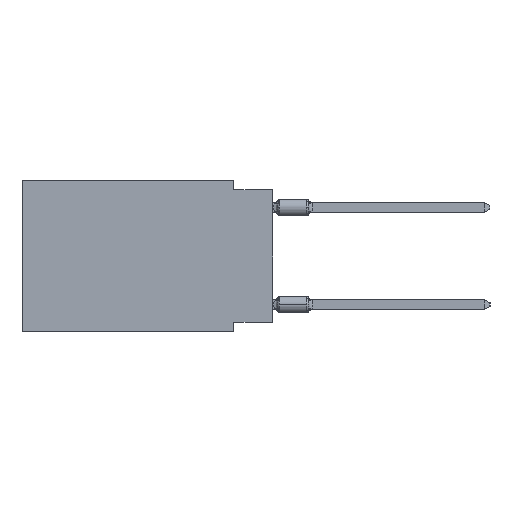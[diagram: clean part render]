
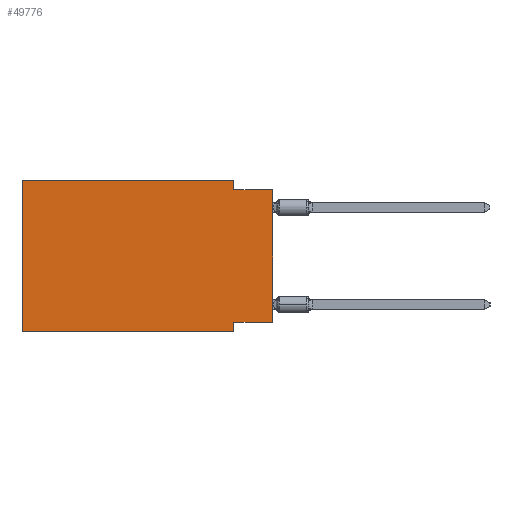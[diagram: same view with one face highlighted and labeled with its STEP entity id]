
A CAD part, left-side view. The second image highlights one B-rep face of the part: STEP entity #49776.
In plain terms, the highlighted planar face has unit normal (-1, 0, 0).
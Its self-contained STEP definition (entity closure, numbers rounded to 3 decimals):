
#1866 = PLANE ( 'NONE',  #40119 ) ;
#2141 = DIRECTION ( 'NONE',  ( 1., 0., 0. ) ) ;
#4475 = ORIENTED_EDGE ( 'NONE', *, *, #54264, .T. ) ;
#6856 = VERTEX_POINT ( 'NONE', #27800 ) ;
#6899 = ORIENTED_EDGE ( 'NONE', *, *, #27139, .F. ) ;
#7181 = CARTESIAN_POINT ( 'NONE',  ( 0., 0., -0.635 ) ) ;
#7191 = LINE ( 'NONE', #24159, #31281 ) ;
#7606 = LINE ( 'NONE', #45741, #48588 ) ;
#10166 = VERTEX_POINT ( 'NONE', #54323 ) ;
#10263 = DIRECTION ( 'NONE',  ( 0., -1., 0. ) ) ;
#10822 = VERTEX_POINT ( 'NONE', #52832 ) ;
#11941 = CARTESIAN_POINT ( 'NONE',  ( 0., 2.54, -9.271 ) ) ;
#12470 = CARTESIAN_POINT ( 'NONE',  ( 0., 0., 0. ) ) ;
#12584 = EDGE_CURVE ( 'NONE', #6856, #44269, #36856, .T. ) ;
#14188 = CARTESIAN_POINT ( 'NONE',  ( 0., 16.383, -9.906 ) ) ;
#14297 = ORIENTED_EDGE ( 'NONE', *, *, #29467, .F. ) ;
#15543 = EDGE_CURVE ( 'NONE', #52505, #33225, #37796, .T. ) ;
#16653 = CARTESIAN_POINT ( 'NONE',  ( 0., 2.54, -9.906 ) ) ;
#16740 = VECTOR ( 'NONE', #25157, 1000. ) ;
#16810 = EDGE_LOOP ( 'NONE', ( #32012, #14297, #27469, #49356, #6899, #4475, #38383, #44605 ) ) ;
#18599 = VERTEX_POINT ( 'NONE', #44764 ) ;
#18660 = EDGE_CURVE ( 'NONE', #10822, #6856, #39494, .T. ) ;
#18718 = VERTEX_POINT ( 'NONE', #7181 ) ;
#18900 = DIRECTION ( 'NONE',  ( 0., -1., 0. ) ) ;
#20534 = DIRECTION ( 'NONE',  ( 0., 0., 1. ) ) ;
#24158 = LINE ( 'NONE', #12470, #32630 ) ;
#24159 = CARTESIAN_POINT ( 'NONE',  ( 0., 0., -9.271 ) ) ;
#24231 = LINE ( 'NONE', #41219, #41427 ) ;
#24343 = VECTOR ( 'NONE', #18900, 1000. ) ;
#25157 = DIRECTION ( 'NONE',  ( 0., 0., -1. ) ) ;
#26970 = LINE ( 'NONE', #14188, #24343 ) ;
#27065 = VECTOR ( 'NONE', #38336, 1000. ) ;
#27139 = EDGE_CURVE ( 'NONE', #18599, #10822, #24231, .T. ) ;
#27469 = ORIENTED_EDGE ( 'NONE', *, *, #12584, .F. ) ;
#27800 = CARTESIAN_POINT ( 'NONE',  ( 0., 2.54, 0. ) ) ;
#28129 = DIRECTION ( 'NONE',  ( 0., 0., 1. ) ) ;
#29044 = CARTESIAN_POINT ( 'NONE',  ( 0., 2.54, 0. ) ) ;
#29467 = EDGE_CURVE ( 'NONE', #44269, #18718, #7606, .T. ) ;
#30163 = EDGE_CURVE ( 'NONE', #10166, #18718, #24158, .T. ) ;
#31281 = VECTOR ( 'NONE', #48416, 1000. ) ;
#32012 = ORIENTED_EDGE ( 'NONE', *, *, #30163, .T. ) ;
#32424 = DIRECTION ( 'NONE',  ( 0., 0., -1. ) ) ;
#32630 = VECTOR ( 'NONE', #20534, 1000. ) ;
#33225 = VERTEX_POINT ( 'NONE', #41912 ) ;
#34751 = CARTESIAN_POINT ( 'NONE',  ( 0., 16.383, 0. ) ) ;
#36586 = CARTESIAN_POINT ( 'NONE',  ( 0., 2.54, -0.635 ) ) ;
#36856 = LINE ( 'NONE', #29044, #16740 ) ;
#37796 = LINE ( 'NONE', #16653, #27065 ) ;
#38336 = DIRECTION ( 'NONE',  ( 0., 0., -1. ) ) ;
#38383 = ORIENTED_EDGE ( 'NONE', *, *, #15543, .F. ) ;
#39494 = LINE ( 'NONE', #48406, #42520 ) ;
#40119 = AXIS2_PLACEMENT_3D ( 'NONE', #34751, #2141, #32424 ) ;
#40232 = FACE_OUTER_BOUND ( 'NONE', #16810, .T. ) ;
#41219 = CARTESIAN_POINT ( 'NONE',  ( 0., 16.383, 0. ) ) ;
#41427 = VECTOR ( 'NONE', #28129, 1000. ) ;
#41548 = DIRECTION ( 'NONE',  ( 0., -1., 0. ) ) ;
#41912 = CARTESIAN_POINT ( 'NONE',  ( 0., 2.54, -9.906 ) ) ;
#42520 = VECTOR ( 'NONE', #10263, 1000. ) ;
#44269 = VERTEX_POINT ( 'NONE', #36586 ) ;
#44605 = ORIENTED_EDGE ( 'NONE', *, *, #51066, .F. ) ;
#44764 = CARTESIAN_POINT ( 'NONE',  ( 0., 16.383, -9.906 ) ) ;
#45741 = CARTESIAN_POINT ( 'NONE',  ( 0., 0., -0.635 ) ) ;
#48406 = CARTESIAN_POINT ( 'NONE',  ( 0., 16.383, 0. ) ) ;
#48416 = DIRECTION ( 'NONE',  ( 0., 1., 0. ) ) ;
#48588 = VECTOR ( 'NONE', #41548, 1000. ) ;
#49356 = ORIENTED_EDGE ( 'NONE', *, *, #18660, .F. ) ;
#49776 = ADVANCED_FACE ( 'NONE', ( #40232 ), #1866, .F. ) ;
#51066 = EDGE_CURVE ( 'NONE', #10166, #52505, #7191, .T. ) ;
#52505 = VERTEX_POINT ( 'NONE', #11941 ) ;
#52832 = CARTESIAN_POINT ( 'NONE',  ( 0., 16.383, 0. ) ) ;
#54264 = EDGE_CURVE ( 'NONE', #18599, #33225, #26970, .T. ) ;
#54323 = CARTESIAN_POINT ( 'NONE',  ( 0., 0., -9.271 ) ) ;
